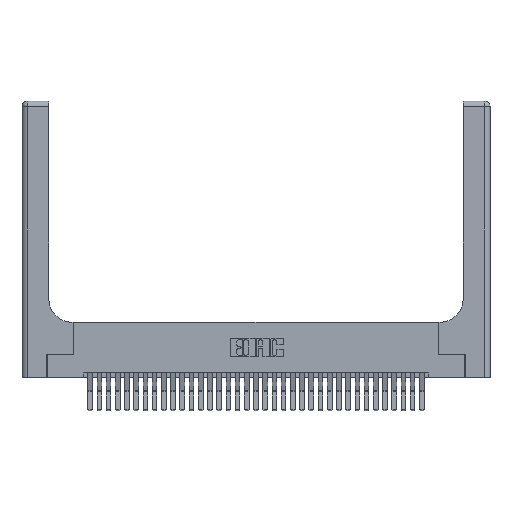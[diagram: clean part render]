
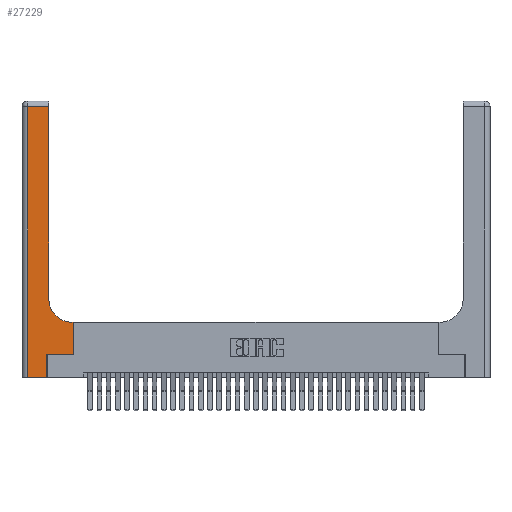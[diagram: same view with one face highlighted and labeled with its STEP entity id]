
A CAD part, top view. The second image highlights one B-rep face of the part: STEP entity #27229.
In plain terms, the highlighted planar face has unit normal (0, 0, 1).
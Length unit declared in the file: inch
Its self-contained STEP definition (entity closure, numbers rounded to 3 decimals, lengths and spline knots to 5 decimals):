
#810 = CARTESIAN_POINT ( 'NONE',  ( 0., 3., 0.37 ) ) ;
#984 = VECTOR ( 'NONE', #32164, 39.37008 ) ;
#2150 = LINE ( 'NONE', #10745, #13108 ) ;
#2623 = ORIENTED_EDGE ( 'NONE', *, *, #10699, .T. ) ;
#2877 = CARTESIAN_POINT ( 'NONE',  ( 0.269, 0., 0.37 ) ) ;
#3037 = DIRECTION ( 'NONE',  ( 1., 0., 0. ) ) ;
#3800 = EDGE_CURVE ( 'NONE', #19177, #23184, #9013, .T. ) ;
#3990 = CARTESIAN_POINT ( 'NONE',  ( 0.5585, 0.6, 0.37 ) ) ;
#5005 = LINE ( 'NONE', #25828, #21802 ) ;
#5083 = LINE ( 'NONE', #5394, #16471 ) ;
#5330 = CARTESIAN_POINT ( 'NONE',  ( 0.5415, 0.6, 0.37 ) ) ;
#5394 = CARTESIAN_POINT ( 'NONE',  ( 0., 0., 0.37 ) ) ;
#6492 = ORIENTED_EDGE ( 'NONE', *, *, #10652, .T. ) ;
#7145 = VERTEX_POINT ( 'NONE', #16693 ) ;
#8110 = ORIENTED_EDGE ( 'NONE', *, *, #16182, .T. ) ;
#9013 = LINE ( 'NONE', #20155, #22915 ) ;
#9254 = LINE ( 'NONE', #26052, #23165 ) ;
#9361 = VERTEX_POINT ( 'NONE', #2877 ) ;
#9571 = DIRECTION ( 'NONE',  ( 0., -1., 0. ) ) ;
#9723 = VECTOR ( 'NONE', #21509, 39.37008 ) ;
#10110 = LINE ( 'NONE', #21948, #25288 ) ;
#10194 = EDGE_CURVE ( 'NONE', #34518, #7145, #16944, .T. ) ;
#10652 = EDGE_CURVE ( 'NONE', #21225, #17128, #19008, .T. ) ;
#10699 = EDGE_CURVE ( 'NONE', #21829, #9361, #5083, .T. ) ;
#10745 = CARTESIAN_POINT ( 'NONE',  ( 0.2915, 0.6, 0.37 ) ) ;
#11334 = EDGE_CURVE ( 'NONE', #7145, #21225, #9254, .T. ) ;
#12486 = DIRECTION ( 'NONE',  ( 0., 1., 0. ) ) ;
#13108 = VECTOR ( 'NONE', #27153, 39.37008 ) ;
#14725 = CARTESIAN_POINT ( 'NONE',  ( 0.5415, 0.85, 0.37 ) ) ;
#16158 = CARTESIAN_POINT ( 'NONE',  ( 0.2915, 2.94, 0.37 ) ) ;
#16182 = EDGE_CURVE ( 'NONE', #21050, #19177, #29711, .T. ) ;
#16471 = VECTOR ( 'NONE', #3037, 39.37008 ) ;
#16693 = CARTESIAN_POINT ( 'NONE',  ( 0.2915, 0.85, 0.37 ) ) ;
#16944 = CIRCLE ( 'NONE', #31339, 0.25 ) ;
#16957 = AXIS2_PLACEMENT_3D ( 'NONE', #810, #27743, #19913 ) ;
#17087 = DIRECTION ( 'NONE',  ( 1., 0., 0. ) ) ;
#17128 = VERTEX_POINT ( 'NONE', #32894 ) ;
#17437 = DIRECTION ( 'NONE',  ( 0., 1., 0. ) ) ;
#19008 = LINE ( 'NONE', #32409, #9723 ) ;
#19052 = ORIENTED_EDGE ( 'NONE', *, *, #24234, .T. ) ;
#19177 = VERTEX_POINT ( 'NONE', #33855 ) ;
#19800 = PLANE ( 'NONE',  #16957 ) ;
#19913 = DIRECTION ( 'NONE',  ( -1., 0., 0. ) ) ;
#20028 = EDGE_CURVE ( 'NONE', #9361, #21050, #10110, .T. ) ;
#20155 = CARTESIAN_POINT ( 'NONE',  ( 0.5585, 0.25, 0.37 ) ) ;
#20640 = CARTESIAN_POINT ( 'NONE',  ( 0.269, 0.25, 0.37 ) ) ;
#20719 = ORIENTED_EDGE ( 'NONE', *, *, #10194, .T. ) ;
#21050 = VERTEX_POINT ( 'NONE', #20640 ) ;
#21225 = VERTEX_POINT ( 'NONE', #16158 ) ;
#21509 = DIRECTION ( 'NONE',  ( -1., 0., 0. ) ) ;
#21603 = CARTESIAN_POINT ( 'NONE',  ( 0.269, 0.25, 0.37 ) ) ;
#21802 = VECTOR ( 'NONE', #9571, 39.37008 ) ;
#21829 = VERTEX_POINT ( 'NONE', #29233 ) ;
#21948 = CARTESIAN_POINT ( 'NONE',  ( 0.269, 0., 0.37 ) ) ;
#22915 = VECTOR ( 'NONE', #25705, 39.37008 ) ;
#23165 = VECTOR ( 'NONE', #12486, 39.37008 ) ;
#23184 = VERTEX_POINT ( 'NONE', #3990 ) ;
#23897 = EDGE_LOOP ( 'NONE', ( #26175, #6492, #26520, #2623, #24161, #8110, #26199, #19052, #20719 ) ) ;
#24161 = ORIENTED_EDGE ( 'NONE', *, *, #20028, .T. ) ;
#24234 = EDGE_CURVE ( 'NONE', #23184, #34518, #2150, .T. ) ;
#25288 = VECTOR ( 'NONE', #17437, 39.37008 ) ;
#25705 = DIRECTION ( 'NONE',  ( 0., 1., 0. ) ) ;
#25828 = CARTESIAN_POINT ( 'NONE',  ( 0.06, 3., 0.37 ) ) ;
#26052 = CARTESIAN_POINT ( 'NONE',  ( 0.2915, 3., 0.37 ) ) ;
#26175 = ORIENTED_EDGE ( 'NONE', *, *, #11334, .T. ) ;
#26199 = ORIENTED_EDGE ( 'NONE', *, *, #3800, .T. ) ;
#26520 = ORIENTED_EDGE ( 'NONE', *, *, #34852, .T. ) ;
#27153 = DIRECTION ( 'NONE',  ( -1., 0., 0. ) ) ;
#27229 = ADVANCED_FACE ( 'NONE', ( #27783 ), #19800, .F. ) ;
#27743 = DIRECTION ( 'NONE',  ( 0., 0., -1. ) ) ;
#27783 = FACE_OUTER_BOUND ( 'NONE', #23897, .T. ) ;
#29233 = CARTESIAN_POINT ( 'NONE',  ( 0.06, 0., 0.37 ) ) ;
#29711 = LINE ( 'NONE', #21603, #984 ) ;
#30914 = DIRECTION ( 'NONE',  ( 0., 0., -1. ) ) ;
#31339 = AXIS2_PLACEMENT_3D ( 'NONE', #14725, #30914, #17087 ) ;
#32164 = DIRECTION ( 'NONE',  ( 1., 0., 0. ) ) ;
#32409 = CARTESIAN_POINT ( 'NONE',  ( 0., 2.94, 0.37 ) ) ;
#32894 = CARTESIAN_POINT ( 'NONE',  ( 0.06, 2.94, 0.37 ) ) ;
#33855 = CARTESIAN_POINT ( 'NONE',  ( 0.5585, 0.25, 0.37 ) ) ;
#34518 = VERTEX_POINT ( 'NONE', #5330 ) ;
#34852 = EDGE_CURVE ( 'NONE', #17128, #21829, #5005, .T. ) ;
